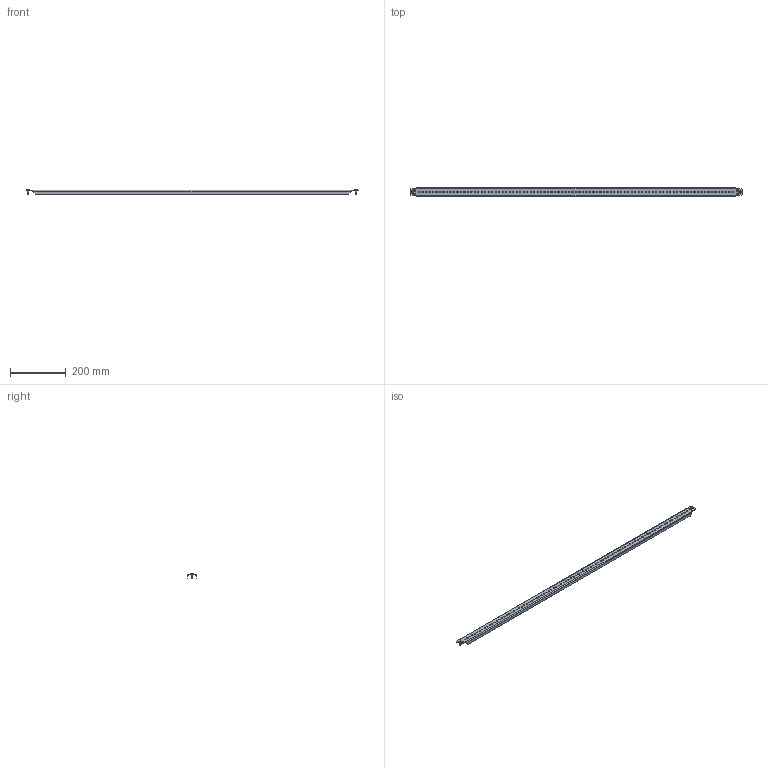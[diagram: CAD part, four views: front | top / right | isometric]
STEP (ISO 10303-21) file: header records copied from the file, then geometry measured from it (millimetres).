
FILE_DESCRIPTION (( 'STEP AP203' ), '1' );
FILE_NAME ('U0252120301 扻斀錼膷 謥樏 蟯 LC2_RS52 00.120 (000.801.083-05).STEP', '2022-04-18T07:21:44', ( '' ), ( '' ), 'SwSTEP 2.0', 'SolidWorks 2017', '' );
FILE_SCHEMA (( 'CONFIG_CONTROL_DESIGN' ));
Length unit declared in the file: millimetre
Products named in the file (3): 025-162 Ðåéêà ÂÌ èçì 1_05   (120); Âèíò DIN 7500 M TORX_Œ5å16; U0252120301 扻斀錼膷 謥樏 蟯 LC2_RS52 00.120 (000.801.083-05)
Assembly tree (3 placements, depth 2):
  U0252120301 扻斀錼膷 謥樏 蟯 LC2_RS52 00.120 (000.801.083-05)
    025-162 Ðåéêà ÂÌ èçì 1_05   (120)
    Âèíò DIN 7500 M TORX_Œ5å16  x2
Bounding box: 1190 x 31.8 x 16 mm (x, y, z)
Volume: 84245.9 mm3; surface area: 125472.1 mm2
Topology: 3 solids, 3 shells, 340 faces, 928 edges, 596 vertices
Faces by surface type: cylinder 260, plane 60, cone 12, torus 8
Entity records: 10316 total; most frequent: DIRECTION 1891, CARTESIAN_POINT 1641, ORIENTED_EDGE 1630, EDGE_CURVE 815, AXIS2_PLACEMENT_3D 774, VERTEX_POINT 524, EDGE_LOOP 483, CIRCLE 472
